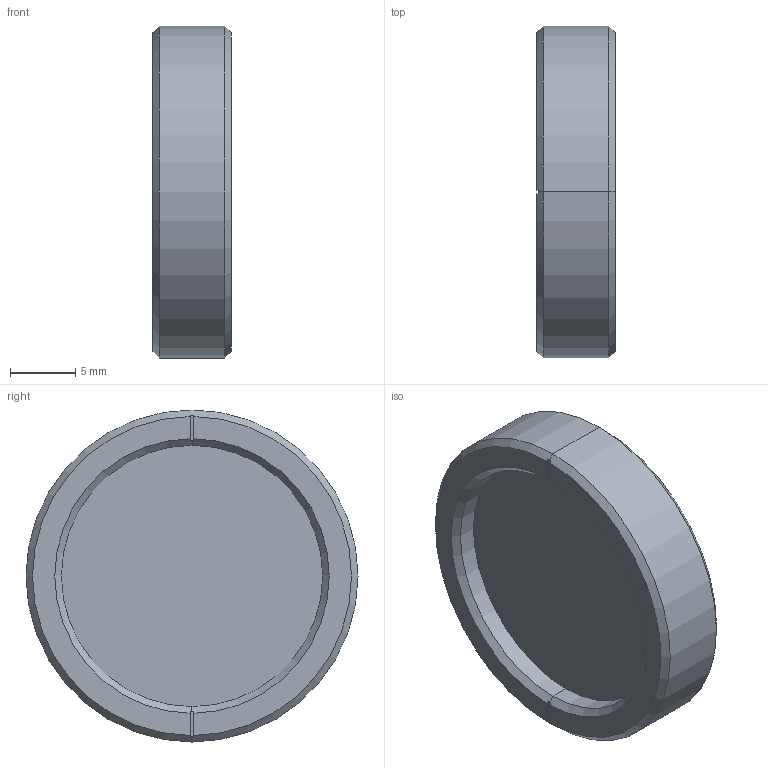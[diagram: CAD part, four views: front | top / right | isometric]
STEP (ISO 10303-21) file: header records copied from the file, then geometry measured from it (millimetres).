
FILE_DESCRIPTION (( 'STEP AP203' ), '1' );
FILE_NAME ('Web Model 39027_39039.step', '2018-08-30T20:04:01', ( '' ), ( '' ), 'SwSTEP 2.0', 'SolidWorks 2016', '' );
FILE_SCHEMA (( 'CONFIG_CONTROL_DESIGN' ));
Length unit declared in the file: millimetre
Products named in the file (1): Web Model 39027_39039
Bounding box: 6 x 25.4 x 25.4 mm (x, y, z)
Volume: 1401.6 mm3; surface area: 2557.2 mm2
Topology: 1 solids, 2 shells, 46 faces, 113 edges, 73 vertices
Faces by surface type: plane 20, cylinder 15, cone 9, bspline 2
Entity records: 1495 total; most frequent: CARTESIAN_POINT 299, DIRECTION 252, ORIENTED_EDGE 226, EDGE_CURVE 113, AXIS2_PLACEMENT_3D 102, VERTEX_POINT 73, CIRCLE 57, LINE 48
